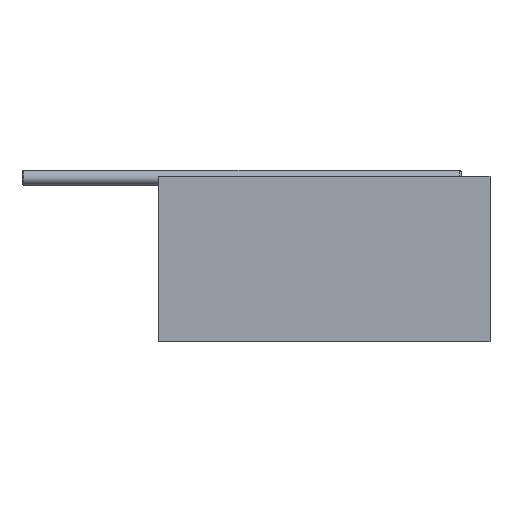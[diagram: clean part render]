
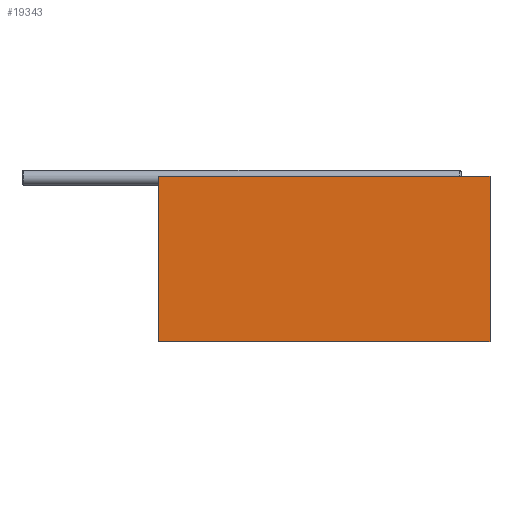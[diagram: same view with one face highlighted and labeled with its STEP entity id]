
A CAD part, front view. The second image highlights one B-rep face of the part: STEP entity #19343.
In plain terms, the highlighted face is planar.
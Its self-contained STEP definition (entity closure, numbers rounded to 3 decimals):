
#268 = VERTEX_POINT ( 'NONE', #14907 ) ;
#391 = LINE ( 'NONE', #7272, #18277 ) ;
#943 = CARTESIAN_POINT ( 'NONE',  ( 200., -100., 100. ) ) ;
#974 = AXIS2_PLACEMENT_3D ( 'NONE', #22873, #11230, #20555 ) ;
#1913 = FACE_OUTER_BOUND ( 'NONE', #2099, .T. ) ;
#1955 = CARTESIAN_POINT ( 'NONE',  ( -200., 100., 100. ) ) ;
#2096 = DIRECTION ( 'NONE',  ( 0., -1., 0. ) ) ;
#2099 = EDGE_LOOP ( 'NONE', ( #24378, #10750, #28543, #27580 ) ) ;
#2938 = LINE ( 'NONE', #943, #4038 ) ;
#3642 = VECTOR ( 'NONE', #26560, 1000. ) ;
#4038 = VECTOR ( 'NONE', #9963, 1000. ) ;
#4444 = CARTESIAN_POINT ( 'NONE',  ( 200., 100., 100. ) ) ;
#7272 = CARTESIAN_POINT ( 'NONE',  ( 200., 100., 100. ) ) ;
#7740 = LINE ( 'NONE', #21497, #3642 ) ;
#9963 = DIRECTION ( 'NONE',  ( 0., 1., 0. ) ) ;
#10750 = ORIENTED_EDGE ( 'NONE', *, *, #22874, .T. ) ;
#11230 = DIRECTION ( 'NONE',  ( 0., 0., 1. ) ) ;
#11513 = VERTEX_POINT ( 'NONE', #14212 ) ;
#12269 = VERTEX_POINT ( 'NONE', #4444 ) ;
#14212 = CARTESIAN_POINT ( 'NONE',  ( -200., -100., 100. ) ) ;
#14907 = CARTESIAN_POINT ( 'NONE',  ( 200., -100., 100. ) ) ;
#15819 = PLANE ( 'NONE',  #974 ) ;
#18277 = VECTOR ( 'NONE', #19350, 1000. ) ;
#19343 = ADVANCED_FACE ( 'NONE', ( #1913 ), #15819, .T. ) ;
#19350 = DIRECTION ( 'NONE',  ( -1., 0., 0. ) ) ;
#20555 = DIRECTION ( 'NONE',  ( 1., 0., 0. ) ) ;
#21497 = CARTESIAN_POINT ( 'NONE',  ( -200., -100., 100. ) ) ;
#21787 = VERTEX_POINT ( 'NONE', #30099 ) ;
#22873 = CARTESIAN_POINT ( 'NONE',  ( 0., 0., 100. ) ) ;
#22874 = EDGE_CURVE ( 'NONE', #268, #12269, #2938, .T. ) ;
#23149 = VECTOR ( 'NONE', #2096, 1000. ) ;
#24378 = ORIENTED_EDGE ( 'NONE', *, *, #28360, .T. ) ;
#25223 = LINE ( 'NONE', #1955, #23149 ) ;
#25454 = EDGE_CURVE ( 'NONE', #21787, #11513, #25223, .T. ) ;
#26560 = DIRECTION ( 'NONE',  ( 1., 0., 0. ) ) ;
#27580 = ORIENTED_EDGE ( 'NONE', *, *, #25454, .T. ) ;
#28246 = EDGE_CURVE ( 'NONE', #12269, #21787, #391, .T. ) ;
#28360 = EDGE_CURVE ( 'NONE', #11513, #268, #7740, .T. ) ;
#28543 = ORIENTED_EDGE ( 'NONE', *, *, #28246, .T. ) ;
#30099 = CARTESIAN_POINT ( 'NONE',  ( -200., 100., 100. ) ) ;
